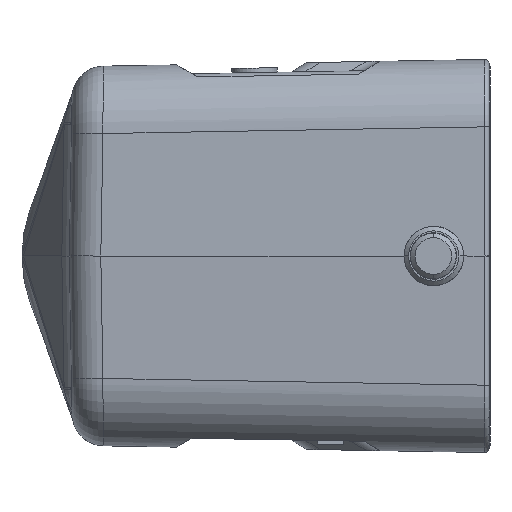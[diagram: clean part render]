
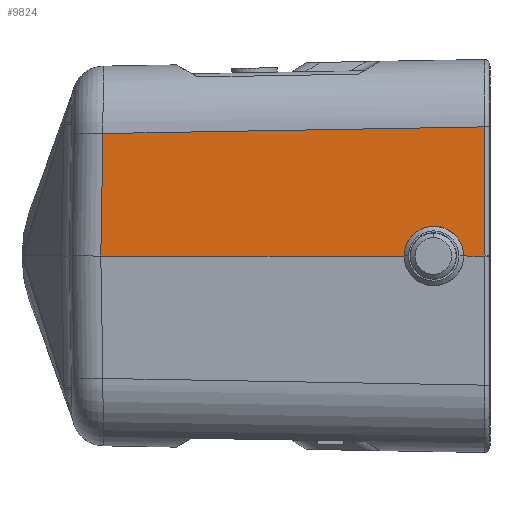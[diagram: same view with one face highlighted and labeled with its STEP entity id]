
A CAD part, left-side view. The second image highlights one B-rep face of the part: STEP entity #9824.
In plain terms, the highlighted planar face has unit normal (-1, 0.018, 0.017).
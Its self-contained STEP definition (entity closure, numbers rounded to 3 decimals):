
#1919=CARTESIAN_POINT('',(-29.743,70.608,14.121));
#1947=CARTESIAN_POINT('',(-29.95,72.888,
0.));
#1948=CARTESIAN_POINT('',(-29.945,72.888,
0.268));
#1949=CARTESIAN_POINT('',(-29.935,72.952,
0.786));
#1950=CARTESIAN_POINT('',(-29.917,73.233,1.529));
#1951=CARTESIAN_POINT('',(-29.898,73.685,2.179));
#1952=CARTESIAN_POINT('',(-29.878,74.268,2.697));
#1953=CARTESIAN_POINT('',(-29.86,74.966,3.066));
#1954=CARTESIAN_POINT('',(-29.843,75.733,3.256));
#1955=CARTESIAN_POINT('',(-29.829,76.519,3.259));
#1956=CARTESIAN_POINT('',(-29.819,77.285,3.074));
#1957=CARTESIAN_POINT('',(-29.813,77.987,2.71));
#1958=CARTESIAN_POINT('',(-29.812,78.579,2.193));
#1959=CARTESIAN_POINT('',(-29.815,79.038,1.538));
#1960=CARTESIAN_POINT('',(-29.823,79.323,
0.788));
#1961=CARTESIAN_POINT('',(-29.831,79.388,
0.268));
#1962=CARTESIAN_POINT('',(-29.836,79.388,
0.));
#1964=DIRECTION('',(0.017,-0.017,1.));
#1965=VECTOR('',#1964,13.397);
#1966=CARTESIAN_POINT('',(-29.257,112.562,
0.));
#1967=LINE('',#1966,#1965);
#1968=DIRECTION('',(-0.017,-1.,0.017));
#1969=VECTOR('',#1968,41.732);
#1970=CARTESIAN_POINT('',(-29.027,112.328,13.393));
#1971=LINE('',#1970,#1969);
#2045=DIRECTION('',(-0.017,-1.,0.));
#2046=VECTOR('',#2045,2.279);
#2047=CARTESIAN_POINT('',(-29.95,72.888,
0.));
#2048=LINE('',#2047,#2046);
#2057=DIRECTION('',(-0.017,-1.,0.));
#2058=VECTOR('',#2057,33.179);
#2059=CARTESIAN_POINT('',(-29.257,112.562,
0.));
#2060=LINE('',#2059,#2058);
#2073=DIRECTION('',(0.017,0.,1.));
#2074=VECTOR('',#2073,14.124);
#2075=CARTESIAN_POINT('',(-29.989,70.61,
0.));
#2076=LINE('',#2075,#2074);
#6494=VERTEX_POINT('',#1919);
#6495=CARTESIAN_POINT('',(-29.027,112.328,13.393));
#6496=VERTEX_POINT('',#6495);
#6498=VERTEX_POINT('',#1947);
#6499=VERTEX_POINT('',#1962);
#6500=CARTESIAN_POINT('',(-29.257,112.562,
0.));
#6501=VERTEX_POINT('',#6500);
#6502=CARTESIAN_POINT('',(-29.989,70.61,
0.));
#6503=VERTEX_POINT('',#6502);
#9806=CARTESIAN_POINT('',(-29.607,70.,22.544));
#9807=DIRECTION('',(-1.,0.017,0.017));
#9808=DIRECTION('',(0.017,1.,0.));
#9809=AXIS2_PLACEMENT_3D('',#9806,#9807,#9808);
#9810=PLANE('',#9809);
#9812=ORIENTED_EDGE('',*,*,#9811,.T.);
#9814=ORIENTED_EDGE('',*,*,#9813,.F.);
#9816=ORIENTED_EDGE('',*,*,#9815,.T.);
#9817=ORIENTED_EDGE('',*,*,#9793,.T.);
#9819=ORIENTED_EDGE('',*,*,#9818,.F.);
#9821=ORIENTED_EDGE('',*,*,#9820,.F.);
#9822=EDGE_LOOP('',(#9812,#9814,#9816,#9817,#9819,#9821));
#9823=FACE_OUTER_BOUND('',#9822,.F.);
#9824=ADVANCED_FACE('',(#9823),#9810,.T.);
#1963=B_SPLINE_CURVE_WITH_KNOTS('',3,(#1947,#1948,#1949,#1950,#1951,#1952,#1953,
#1954,#1955,#1956,#1957,#1958,#1959,#1960,#1961,#1962),.UNSPECIFIED.,.F.,.F.,(4,
1,1,1,1,1,1,1,1,1,1,1,1,4),(0.,0.077,0.154,
0.231,0.308,0.385,0.462,
0.538,0.615,0.692,0.769,
0.846,0.923,1.),.UNSPECIFIED.);
#9793=EDGE_CURVE('',#6496,#6494,#1971,.T.);
#9811=EDGE_CURVE('',#6498,#6499,#1963,.T.);
#9813=EDGE_CURVE('',#6501,#6499,#2060,.T.);
#9815=EDGE_CURVE('',#6501,#6496,#1967,.T.);
#9818=EDGE_CURVE('',#6503,#6494,#2076,.T.);
#9820=EDGE_CURVE('',#6498,#6503,#2048,.T.);
